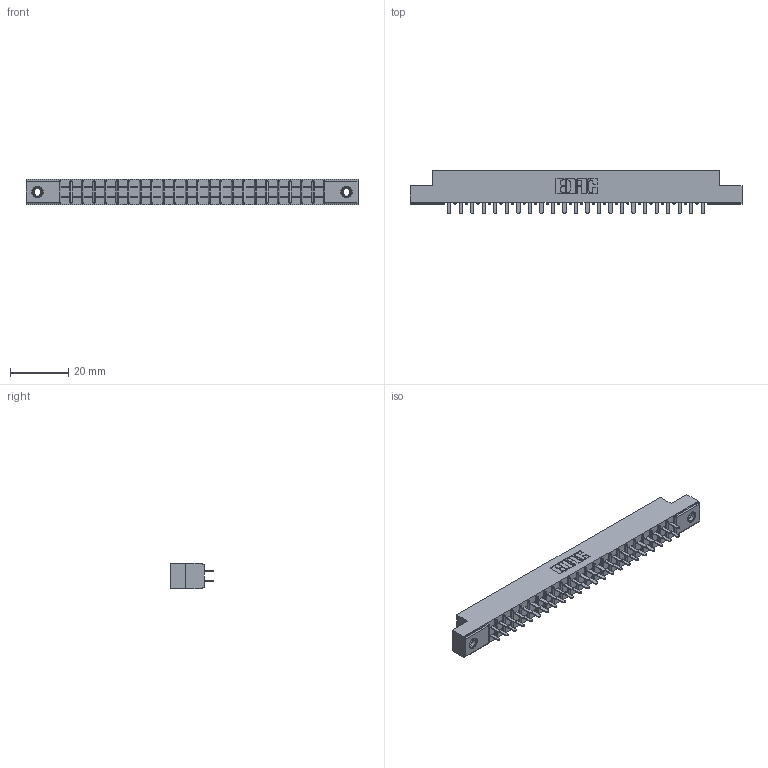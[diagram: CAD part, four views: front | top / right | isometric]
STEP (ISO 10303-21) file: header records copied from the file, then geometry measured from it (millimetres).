
FILE_DESCRIPTION (( 'STEP AP203' ), '1' );
FILE_NAME ('355-046-521-208.STEP', '2019-09-11T14:43:29', ( '' ), ( '' ), 'SwSTEP 2.0', 'SolidWorks 2016', '' );
FILE_SCHEMA (( 'CONFIG_CONTROL_DESIGN' ));
Length unit declared in the file: inch
Products named in the file (4): 355-046-521-208; 345-250-001_345-250-003-102; 305 Part_.156 Dia; 305-290-001_521
Assembly tree (49 placements, depth 2):
  355-046-521-208
    305 Part_.156 Dia
    305-290-001_521  x46
    345-250-001_345-250-003-102  x2
Bounding box: 114.15 x 14.86 x 8.71 mm (x, y, z)
Volume: 7104.3 mm3; surface area: 13313.3 mm2
Topology: 49 solids, 49 shells, 2292 faces, 6501 edges, 4202 vertices
Faces by surface type: plane 1342, cylinder 842, sphere 92, cone 12, torus 4
Entity records: 28281 total; most frequent: CARTESIAN_POINT 4662, ORIENTED_EDGE 4618, DIRECTION 4535, EDGE_CURVE 2309, VECTOR 1845, LINE 1845, VERTEX_POINT 1472, AXIS2_PLACEMENT_3D 1345
